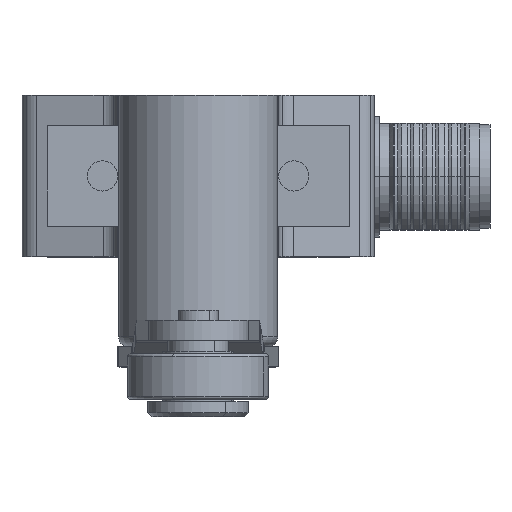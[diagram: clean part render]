
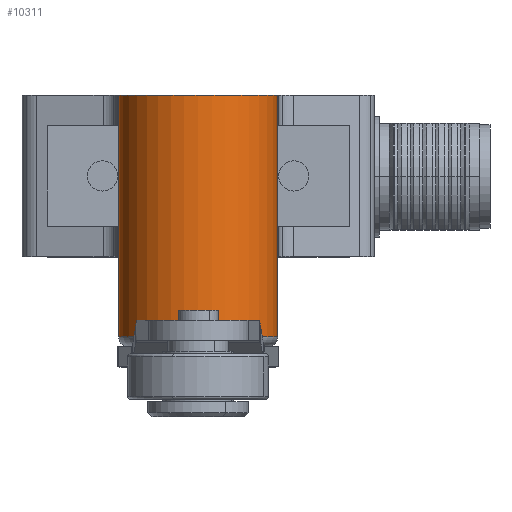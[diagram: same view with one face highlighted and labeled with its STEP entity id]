
A CAD part, top view. The second image highlights one B-rep face of the part: STEP entity #10311.
In plain terms, the highlighted cylindrical face has radius 7.9 mm (diameter 15.8 mm), a partial arc.
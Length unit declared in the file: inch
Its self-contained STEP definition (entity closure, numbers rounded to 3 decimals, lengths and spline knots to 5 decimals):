
#221 = VERTEX_POINT ( 'NONE', #15650 ) ;
#272 = DIRECTION ( 'NONE',  ( 0., -1., 0. ) ) ;
#303 = VERTEX_POINT ( 'NONE', #23909 ) ;
#353 = CARTESIAN_POINT ( 'NONE',  ( -0.31102, -0.62992, 0.70866 ) ) ;
#1456 = EDGE_LOOP ( 'NONE', ( #24468, #2214, #10355, #11639, #4831, #19313 ) ) ;
#1675 = CARTESIAN_POINT ( 'NONE',  ( 0.31102, 0., 0.70866 ) ) ;
#1831 = AXIS2_PLACEMENT_3D ( 'NONE', #8580, #3185, #16551 ) ;
#2163 = CARTESIAN_POINT ( 'NONE',  ( 0.31102, 0., 0.70866 ) ) ;
#2214 = ORIENTED_EDGE ( 'NONE', *, *, #24325, .F. ) ;
#2372 = AXIS2_PLACEMENT_3D ( 'NONE', #13010, #10992, #15011 ) ;
#2418 = CARTESIAN_POINT ( 'NONE',  ( -0.31102, 0., 0.70866 ) ) ;
#3185 = DIRECTION ( 'NONE',  ( 0., -1., 0. ) ) ;
#3311 = LINE ( 'NONE', #23497, #7762 ) ;
#3573 = VECTOR ( 'NONE', #4070, 39.37008 ) ;
#4070 = DIRECTION ( 'NONE',  ( 0., -1., 0. ) ) ;
#4831 = ORIENTED_EDGE ( 'NONE', *, *, #20139, .T. ) ;
#4948 = CIRCLE ( 'NONE', #1831, 0.31102 ) ;
#5332 = VECTOR ( 'NONE', #5943, 39.37008 ) ;
#5604 = DIRECTION ( 'NONE',  ( 0., -1., 0. ) ) ;
#5943 = DIRECTION ( 'NONE',  ( 0., -1., 0. ) ) ;
#6436 = FACE_OUTER_BOUND ( 'NONE', #1456, .T. ) ;
#7762 = VECTOR ( 'NONE', #272, 39.37008 ) ;
#7919 = CYLINDRICAL_SURFACE ( 'NONE', #13195, 0.31102 ) ;
#8567 = EDGE_CURVE ( 'NONE', #18074, #9895, #23299, .T. ) ;
#8580 = CARTESIAN_POINT ( 'NONE',  ( 0., -0.94488, 0.70866 ) ) ;
#9676 = EDGE_CURVE ( 'NONE', #18176, #303, #17531, .T. ) ;
#9797 = LINE ( 'NONE', #20707, #5332 ) ;
#9895 = VERTEX_POINT ( 'NONE', #353 ) ;
#10311 = ADVANCED_FACE ( 'NONE', ( #6436 ), #7919, .T. ) ;
#10312 = CARTESIAN_POINT ( 'NONE',  ( -0.31102, 0., 0.70866 ) ) ;
#10355 = ORIENTED_EDGE ( 'NONE', *, *, #14014, .F. ) ;
#10648 = VERTEX_POINT ( 'NONE', #2163 ) ;
#10992 = DIRECTION ( 'NONE',  ( 0., 1., 0. ) ) ;
#11639 = ORIENTED_EDGE ( 'NONE', *, *, #8567, .T. ) ;
#13010 = CARTESIAN_POINT ( 'NONE',  ( 0., 0., 0.70866 ) ) ;
#13195 = AXIS2_PLACEMENT_3D ( 'NONE', #13632, #16000, #23295 ) ;
#13632 = CARTESIAN_POINT ( 'NONE',  ( 0., 0., 0.70866 ) ) ;
#14014 = EDGE_CURVE ( 'NONE', #18074, #10648, #22163, .T. ) ;
#14292 = VECTOR ( 'NONE', #5604, 39.37008 ) ;
#14838 = CARTESIAN_POINT ( 'NONE',  ( 0.31102, -0.62992, 0.70866 ) ) ;
#15011 = DIRECTION ( 'NONE',  ( -1., 0., 0. ) ) ;
#15650 = CARTESIAN_POINT ( 'NONE',  ( -0.31102, -0.94488, 0.70866 ) ) ;
#16000 = DIRECTION ( 'NONE',  ( 0., -1., 0. ) ) ;
#16551 = DIRECTION ( 'NONE',  ( -1., 0., 0. ) ) ;
#17308 = EDGE_CURVE ( 'NONE', #303, #221, #4948, .T. ) ;
#17531 = LINE ( 'NONE', #1675, #14292 ) ;
#18074 = VERTEX_POINT ( 'NONE', #10312 ) ;
#18176 = VERTEX_POINT ( 'NONE', #14838 ) ;
#19313 = ORIENTED_EDGE ( 'NONE', *, *, #17308, .F. ) ;
#20139 = EDGE_CURVE ( 'NONE', #9895, #221, #9797, .T. ) ;
#20707 = CARTESIAN_POINT ( 'NONE',  ( -0.31102, 0., 0.70866 ) ) ;
#22163 = CIRCLE ( 'NONE', #2372, 0.31102 ) ;
#23295 = DIRECTION ( 'NONE',  ( -1., 0., 0. ) ) ;
#23299 = LINE ( 'NONE', #2418, #3573 ) ;
#23497 = CARTESIAN_POINT ( 'NONE',  ( 0.31102, 0., 0.70866 ) ) ;
#23909 = CARTESIAN_POINT ( 'NONE',  ( 0.31102, -0.94488, 0.70866 ) ) ;
#24325 = EDGE_CURVE ( 'NONE', #10648, #18176, #3311, .T. ) ;
#24468 = ORIENTED_EDGE ( 'NONE', *, *, #9676, .F. ) ;
